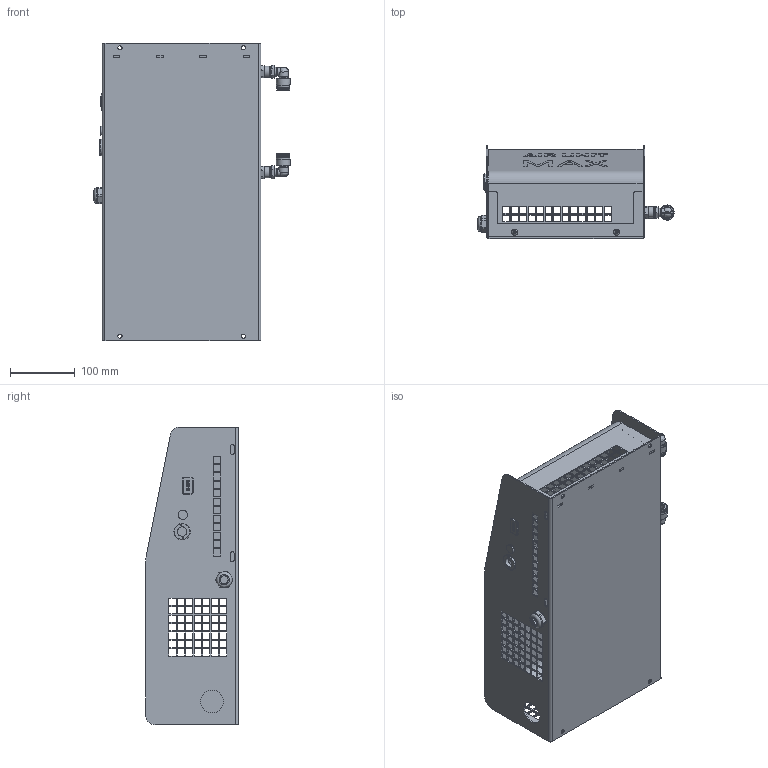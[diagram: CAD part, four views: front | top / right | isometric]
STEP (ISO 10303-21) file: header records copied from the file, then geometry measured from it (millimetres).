
FILE_DESCRIPTION(/* description */ ('STEP AP214'),/* implementation_level */ '2;1');
FILE_NAME(/* name */ 'Air Unit MAX [ASM-01422].step',/* time_stamp */ '2025-11-11T13:45:45+02:00',/* author */ (''),/* organization */ (''),/* preprocessor_version */ 'ST-DEVELOPER v20.1',/* originating_system */ 'Autodesk Translation Framework v14.21.0.0',/* authorisation */ '');
FILE_SCHEMA (('AUTOMOTIVE_DESIGN { 1 0 10303 214 3 1 1 }'));
Length unit declared in the file: millimetre
Products named in the file (1): ASM-01451
Bounding box: 301.99 x 143 x 458.5 mm (x, y, z)
Volume: 710285.8 mm3; surface area: 756418.6 mm2
Topology: 2 solids, 8 shells, 1640 faces, 4607 edges, 3025 vertices
Faces by surface type: plane 1254, bspline 178, cylinder 105, cone 75, torus 22, sphere 6
Full cylindrical faces by diameter (mm): 2 x2, 5 x4, 5.8 x4, 6 x2, 6.5 x4, 8 x4, 9.5 x4, 10.8 x2, 12 x2, 12.12 x1, 13.4 x2, 14 x1, 14.5 x1, 14.9 x2, 17 x4, 19.6 x2, 20 x5, 21 x2, 24 x1, 25 x1, 33 x1, 35 x1, 45 x1
Entity records: 54589 total; most frequent: CARTESIAN_POINT 12410, ORIENTED_EDGE 9202, DIRECTION 7542, EDGE_CURVE 4601, LINE 3728, VECTOR 3728, VERTEX_POINT 3025, EDGE_LOOP 2172
